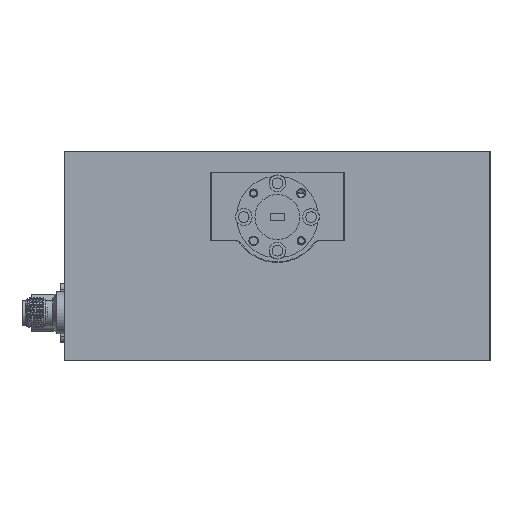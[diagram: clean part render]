
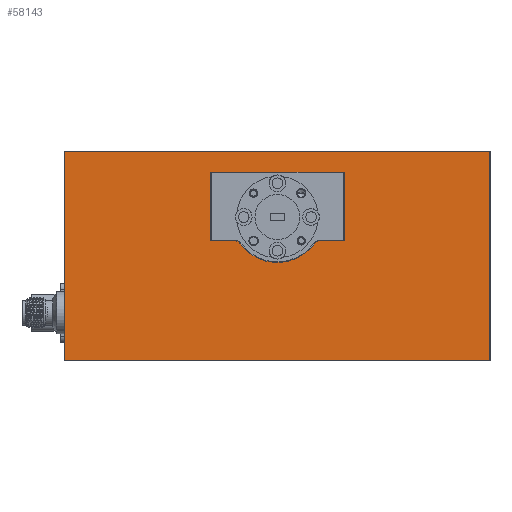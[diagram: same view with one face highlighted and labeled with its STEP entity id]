
A CAD part, left-side view. The second image highlights one B-rep face of the part: STEP entity #58143.
In plain terms, the highlighted planar face has unit normal (-1, 0, 0).
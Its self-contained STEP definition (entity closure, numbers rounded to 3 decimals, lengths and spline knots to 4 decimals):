
#1299 = ORIENTED_EDGE ( 'NONE', *, *, #129449, .T. ) ;
#1450 = EDGE_CURVE ( 'NONE', #80209, #151148, #72187, .T. ) ;
#1746 = DIRECTION ( 'NONE',  ( 0., -1., 0. ) ) ;
#2086 = CARTESIAN_POINT ( 'NONE',  ( -1.9486, -2.142, 1.7373 ) ) ;
#3948 = DIRECTION ( 'NONE',  ( 1., 0., 0. ) ) ;
#4508 = DIRECTION ( 'NONE',  ( -1., 0., 0. ) ) ;
#4638 = CIRCLE ( 'NONE', #12176, 0.01 ) ;
#4743 = DIRECTION ( 'NONE',  ( -1., 0., 0. ) ) ;
#5104 = VERTEX_POINT ( 'NONE', #6937 ) ;
#5677 = DIRECTION ( 'NONE',  ( 0., -1., 0. ) ) ;
#6029 = CARTESIAN_POINT ( 'NONE',  ( -1.9486, -0.0101, 0.9258 ) ) ;
#6937 = CARTESIAN_POINT ( 'NONE',  ( -1.9486, 1.408, 1.7373 ) ) ;
#8852 = CARTESIAN_POINT ( 'NONE',  ( -1.9486, 1.408, -0.0127 ) ) ;
#9268 = VECTOR ( 'NONE', #106855, 39.3701 ) ;
#10145 = VERTEX_POINT ( 'NONE', #131016 ) ;
#10254 = FACE_BOUND ( 'NONE', #116041, .T. ) ;
#10488 = CIRCLE ( 'NONE', #13092, 0.01 ) ;
#11142 = CARTESIAN_POINT ( 'NONE',  ( -1.9486, -0.724, 0.9883 ) ) ;
#12176 = AXIS2_PLACEMENT_3D ( 'NONE', #146231, #135230, #136013 ) ;
#12409 = LINE ( 'NONE', #145345, #9268 ) ;
#12505 = VERTEX_POINT ( 'NONE', #81613 ) ;
#13092 = AXIS2_PLACEMENT_3D ( 'NONE', #133950, #84402, #1746 ) ;
#14579 = DIRECTION ( 'NONE',  ( 0., 0., 1. ) ) ;
#15194 = CARTESIAN_POINT ( 'NONE',  ( -1.9486, -0.0433, 0.9883 ) ) ;
#15401 = EDGE_CURVE ( 'NONE', #39254, #57225, #67424, .T. ) ;
#15798 = ORIENTED_EDGE ( 'NONE', *, *, #118438, .T. ) ;
#15815 = DIRECTION ( 'NONE',  ( 0., 1., 0. ) ) ;
#17911 = AXIS2_PLACEMENT_3D ( 'NONE', #119433, #83995, #58056 ) ;
#18688 = CARTESIAN_POINT ( 'NONE',  ( -1.9486, -2.142, -0.0127 ) ) ;
#20473 = VERTEX_POINT ( 'NONE', #107902 ) ;
#20528 = CARTESIAN_POINT ( 'NONE',  ( -1.9486, -2.142, -0.0127 ) ) ;
#21046 = EDGE_CURVE ( 'NONE', #35450, #20473, #49862, .T. ) ;
#25841 = CARTESIAN_POINT ( 'NONE',  ( -1.9486, -2.142, 1.7373 ) ) ;
#31530 = EDGE_CURVE ( 'NONE', #84696, #112948, #81525, .T. ) ;
#31781 = DIRECTION ( 'NONE',  ( 0., -1., 0. ) ) ;
#35117 = CARTESIAN_POINT ( 'NONE',  ( -1.9486, -0.0605, 0.9628 ) ) ;
#35147 = ORIENTED_EDGE ( 'NONE', *, *, #21046, .F. ) ;
#35450 = VERTEX_POINT ( 'NONE', #74115 ) ;
#39254 = VERTEX_POINT ( 'NONE', #142376 ) ;
#39284 = CIRCLE ( 'NONE', #59350, 0.38 ) ;
#41557 = DIRECTION ( 'NONE',  ( 0., 0., 1. ) ) ;
#42984 = CIRCLE ( 'NONE', #17911, 0.0625 ) ;
#44619 = CARTESIAN_POINT ( 'NONE',  ( -1.9486, -2.142, -0.0127 ) ) ;
#45695 = VECTOR ( 'NONE', #5677, 39.3701 ) ;
#47148 = ORIENTED_EDGE ( 'NONE', *, *, #31530, .F. ) ;
#49862 = LINE ( 'NONE', #72692, #117311 ) ;
#50430 = CARTESIAN_POINT ( 'NONE',  ( -1.9486, 0.183, 0.9983 ) ) ;
#51222 = CARTESIAN_POINT ( 'NONE',  ( -1.9486, -0.367, 1.1873 ) ) ;
#52265 = DIRECTION ( 'NONE',  ( 0., 1., 0. ) ) ;
#52521 = VERTEX_POINT ( 'NONE', #35117 ) ;
#52528 = DIRECTION ( 'NONE',  ( 0., -1., 0. ) ) ;
#53824 = CARTESIAN_POINT ( 'NONE',  ( -1.9486, -0.917, 0.9883 ) ) ;
#55200 = AXIS2_PLACEMENT_3D ( 'NONE', #6029, #4508, #52528 ) ;
#57113 = CARTESIAN_POINT ( 'NONE',  ( -1.9486, -0.927, 0.9883 ) ) ;
#57225 = VERTEX_POINT ( 'NONE', #8852 ) ;
#58056 = DIRECTION ( 'NONE',  ( 0., -1., 0. ) ) ;
#58143 = ADVANCED_FACE ( 'NONE', ( #10254, #58256 ), #142415, .F. ) ;
#58256 = FACE_OUTER_BOUND ( 'NONE', #152733, .T. ) ;
#59350 = AXIS2_PLACEMENT_3D ( 'NONE', #51222, #4743, #15815 ) ;
#62037 = EDGE_CURVE ( 'NONE', #35450, #151148, #105871, .T. ) ;
#64119 = ORIENTED_EDGE ( 'NONE', *, *, #1450, .F. ) ;
#65008 = VECTOR ( 'NONE', #41557, 39.3701 ) ;
#67424 = LINE ( 'NONE', #44619, #68295 ) ;
#68295 = VECTOR ( 'NONE', #102035, 39.3701 ) ;
#70478 = VECTOR ( 'NONE', #151511, 39.3701 ) ;
#70895 = ORIENTED_EDGE ( 'NONE', *, *, #148858, .T. ) ;
#70991 = CARTESIAN_POINT ( 'NONE',  ( -1.9486, -0.6736, 0.9628 ) ) ;
#72154 = DIRECTION ( 'NONE',  ( 0., 1., 0. ) ) ;
#72187 = LINE ( 'NONE', #75114, #93569 ) ;
#72692 = CARTESIAN_POINT ( 'NONE',  ( -1.9486, 0.193, 1.5623 ) ) ;
#73526 = VECTOR ( 'NONE', #72154, 39.3701 ) ;
#74115 = CARTESIAN_POINT ( 'NONE',  ( -1.9486, 0.193, 1.5523 ) ) ;
#74401 = LINE ( 'NONE', #122420, #98689 ) ;
#75114 = CARTESIAN_POINT ( 'NONE',  ( -1.9486, -0.927, 1.5623 ) ) ;
#80209 = VERTEX_POINT ( 'NONE', #83626 ) ;
#81525 = LINE ( 'NONE', #57113, #70478 ) ;
#81613 = CARTESIAN_POINT ( 'NONE',  ( -1.9486, 0.183, 0.9883 ) ) ;
#81740 = ORIENTED_EDGE ( 'NONE', *, *, #106169, .T. ) ;
#83626 = CARTESIAN_POINT ( 'NONE',  ( -1.9486, -0.917, 1.5623 ) ) ;
#83968 = LINE ( 'NONE', #2086, #73526 ) ;
#83995 = DIRECTION ( 'NONE',  ( -1., 0., 0. ) ) ;
#84083 = ORIENTED_EDGE ( 'NONE', *, *, #125034, .F. ) ;
#84402 = DIRECTION ( 'NONE',  ( 1., 0., 0. ) ) ;
#84422 = AXIS2_PLACEMENT_3D ( 'NONE', #50430, #3948, #134611 ) ;
#84696 = VERTEX_POINT ( 'NONE', #11142 ) ;
#85410 = ORIENTED_EDGE ( 'NONE', *, *, #100989, .T. ) ;
#92770 = ORIENTED_EDGE ( 'NONE', *, *, #111177, .T. ) ;
#93569 = VECTOR ( 'NONE', #52265, 39.3701 ) ;
#95843 = CARTESIAN_POINT ( 'NONE',  ( -1.9486, -0.0101, 0.9883 ) ) ;
#97464 = VERTEX_POINT ( 'NONE', #95843 ) ;
#97466 = EDGE_CURVE ( 'NONE', #57225, #5104, #12409, .T. ) ;
#98689 = VECTOR ( 'NONE', #14579, 39.3701 ) ;
#100989 = EDGE_CURVE ( 'NONE', #39254, #128606, #150063, .T. ) ;
#102035 = DIRECTION ( 'NONE',  ( 0., 1., 0. ) ) ;
#103978 = ORIENTED_EDGE ( 'NONE', *, *, #15401, .F. ) ;
#105871 = CIRCLE ( 'NONE', #133532, 0.01 ) ;
#106169 = EDGE_CURVE ( 'NONE', #84696, #127595, #42984, .T. ) ;
#106855 = DIRECTION ( 'NONE',  ( 0., 0., 1. ) ) ;
#107902 = CARTESIAN_POINT ( 'NONE',  ( -1.9486, 0.193, 0.9983 ) ) ;
#108323 = ORIENTED_EDGE ( 'NONE', *, *, #152088, .F. ) ;
#111177 = EDGE_CURVE ( 'NONE', #128606, #5104, #83968, .T. ) ;
#112907 = VERTEX_POINT ( 'NONE', #136484 ) ;
#112948 = VERTEX_POINT ( 'NONE', #53824 ) ;
#113808 = ORIENTED_EDGE ( 'NONE', *, *, #62037, .T. ) ;
#115004 = DIRECTION ( 'NONE',  ( 0., -1., 0. ) ) ;
#116041 = EDGE_LOOP ( 'NONE', ( #47148, #81740, #108323, #126075, #84083, #70895, #35147, #113808, #64119, #15798, #119500, #1299 ) ) ;
#117311 = VECTOR ( 'NONE', #121496, 39.3701 ) ;
#118058 = AXIS2_PLACEMENT_3D ( 'NONE', #20528, #126784, #115004 ) ;
#118305 = CARTESIAN_POINT ( 'NONE',  ( -1.9486, 0.183, 1.5523 ) ) ;
#118438 = EDGE_CURVE ( 'NONE', #80209, #112907, #4638, .T. ) ;
#119433 = CARTESIAN_POINT ( 'NONE',  ( -1.9486, -0.724, 0.9258 ) ) ;
#119500 = ORIENTED_EDGE ( 'NONE', *, *, #131274, .F. ) ;
#121496 = DIRECTION ( 'NONE',  ( 0., 0., -1. ) ) ;
#121938 = EDGE_CURVE ( 'NONE', #52521, #97464, #123105, .T. ) ;
#122420 = CARTESIAN_POINT ( 'NONE',  ( -1.9486, -0.927, 1.5623 ) ) ;
#123013 = LINE ( 'NONE', #15194, #45695 ) ;
#123105 = CIRCLE ( 'NONE', #55200, 0.0625 ) ;
#125034 = EDGE_CURVE ( 'NONE', #12505, #97464, #123013, .T. ) ;
#126075 = ORIENTED_EDGE ( 'NONE', *, *, #121938, .T. ) ;
#126784 = DIRECTION ( 'NONE',  ( 1., 0., 0. ) ) ;
#127595 = VERTEX_POINT ( 'NONE', #70991 ) ;
#128606 = VERTEX_POINT ( 'NONE', #25841 ) ;
#129449 = EDGE_CURVE ( 'NONE', #10145, #112948, #10488, .T. ) ;
#131016 = CARTESIAN_POINT ( 'NONE',  ( -1.9486, -0.927, 0.9983 ) ) ;
#131274 = EDGE_CURVE ( 'NONE', #10145, #112907, #74401, .T. ) ;
#133532 = AXIS2_PLACEMENT_3D ( 'NONE', #118305, #155187, #31781 ) ;
#133950 = CARTESIAN_POINT ( 'NONE',  ( -1.9486, -0.917, 0.9983 ) ) ;
#134611 = DIRECTION ( 'NONE',  ( 0., -1., 0. ) ) ;
#135230 = DIRECTION ( 'NONE',  ( 1., 0., 0. ) ) ;
#136013 = DIRECTION ( 'NONE',  ( 0., -1., 0. ) ) ;
#136484 = CARTESIAN_POINT ( 'NONE',  ( -1.9486, -0.927, 1.5523 ) ) ;
#142376 = CARTESIAN_POINT ( 'NONE',  ( -1.9486, -2.142, -0.0127 ) ) ;
#142415 = PLANE ( 'NONE',  #118058 ) ;
#145345 = CARTESIAN_POINT ( 'NONE',  ( -1.9486, 1.408, -0.0127 ) ) ;
#146231 = CARTESIAN_POINT ( 'NONE',  ( -1.9486, -0.917, 1.5523 ) ) ;
#148858 = EDGE_CURVE ( 'NONE', #12505, #20473, #149624, .T. ) ;
#149624 = CIRCLE ( 'NONE', #84422, 0.01 ) ;
#150063 = LINE ( 'NONE', #18688, #65008 ) ;
#150754 = ORIENTED_EDGE ( 'NONE', *, *, #97466, .F. ) ;
#151148 = VERTEX_POINT ( 'NONE', #153811 ) ;
#151511 = DIRECTION ( 'NONE',  ( 0., -1., 0. ) ) ;
#152088 = EDGE_CURVE ( 'NONE', #52521, #127595, #39284, .T. ) ;
#152733 = EDGE_LOOP ( 'NONE', ( #92770, #150754, #103978, #85410 ) ) ;
#153811 = CARTESIAN_POINT ( 'NONE',  ( -1.9486, 0.183, 1.5623 ) ) ;
#155187 = DIRECTION ( 'NONE',  ( 1., 0., 0. ) ) ;
